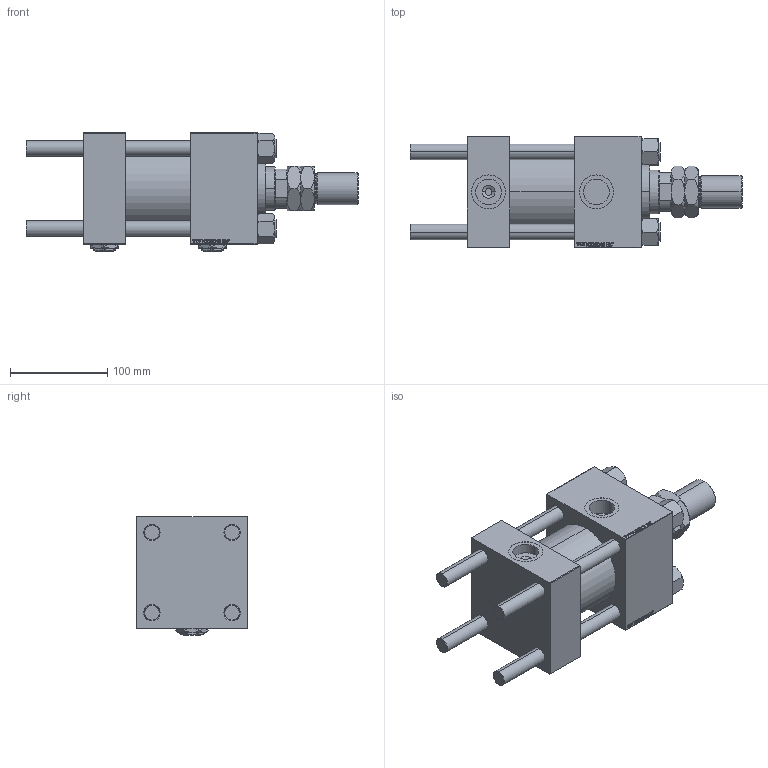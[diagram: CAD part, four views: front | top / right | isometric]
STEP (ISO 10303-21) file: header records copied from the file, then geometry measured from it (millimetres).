
FILE_DESCRIPTION (( 'STEP AP203' ), '1' );
FILE_NAME ('782a.STEP', '2023-08-23T17:06:19', ( '' ), ( '' ), 'SwSTEP 2.0', 'SolidWorks 2019', '' );
FILE_SCHEMA (( 'CONFIG_CONTROL_DESIGN' ));
Length unit declared in the file: millimetre
Products named in the file (8): V215CR_BODY_A 32b0e92fc244211d9e4f091eadb0541d; CR025_012_A_0_G_A_G_M_020_+#_##_TYCINKA 32b0e92fc244211d9e4f091eadb0541d; MTA 32b0e92fc244211d9e4f091eadb0541d; Zatka_pro_OIL_PORT 32b0e92fc244211d9e4f091eadb0541d; NUT_M5 32b0e92fc244211d9e4f091eadb0541d; V215_VC_A 32b0e92fc244211d9e4f091eadb0541d; 782a; V215CR_VCP 32b0e92fc244211d9e4f091eadb0541d
Assembly tree (14 placements, depth 2):
  782a
    V215CR_BODY_A 32b0e92fc244211d9e4f091eadb0541d
    CR025_012_A_0_G_A_G_M_020_+#_##_TYCINKA 32b0e92fc244211d9e4f091eadb0541d  x4
    NUT_M5 32b0e92fc244211d9e4f091eadb0541d  x4
    V215CR_VCP 32b0e92fc244211d9e4f091eadb0541d
    V215_VC_A 32b0e92fc244211d9e4f091eadb0541d
    MTA 32b0e92fc244211d9e4f091eadb0541d
    Zatka_pro_OIL_PORT 32b0e92fc244211d9e4f091eadb0541d  x2
Bounding box: 342 x 115 x 122 mm (x, y, z)
Volume: 1973036 mm3; surface area: 319614.6 mm2
Topology: 14 solids, 14 shells, 1330 faces, 3328 edges, 2145 vertices
Faces by surface type: plane 630, bspline 392, cone 206, cylinder 92, torus 10
Entity records: 53950 total; most frequent: CARTESIAN_POINT 28341, ORIENTED_EDGE 5728, DIRECTION 3750, EDGE_CURVE 2864, VERTEX_POINT 1865, LINE 1666, VECTOR 1666, EDGE_LOOP 1269
